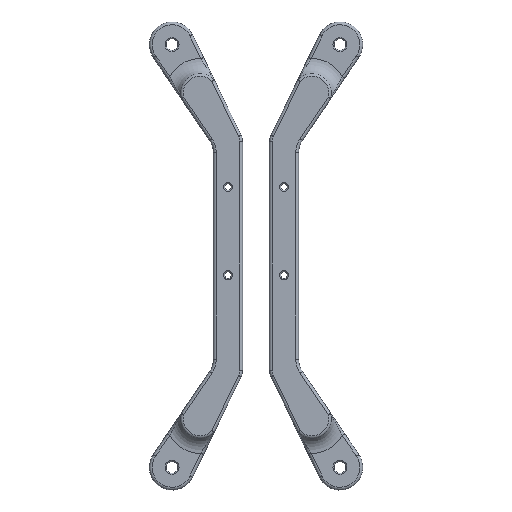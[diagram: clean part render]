
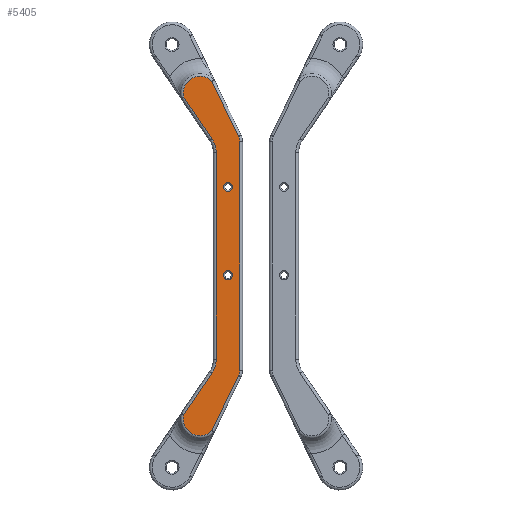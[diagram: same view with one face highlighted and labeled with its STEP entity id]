
A CAD part, top view. The second image highlights one B-rep face of the part: STEP entity #5405.
In plain terms, the highlighted planar face has unit normal (0, 0, 1).
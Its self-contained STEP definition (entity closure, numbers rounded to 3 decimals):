
#46=FACE_BOUND('',#1829,.T.);
#47=FACE_BOUND('',#1830,.T.);
#73=PLANE('',#5795);
#515=LINE('',#7478,#959);
#517=LINE('',#7487,#961);
#519=LINE('',#7490,#963);
#525=LINE('',#7620,#969);
#529=LINE('',#7681,#973);
#531=LINE('',#7690,#975);
#959=VECTOR('',#6186,10.);
#961=VECTOR('',#6198,10.);
#963=VECTOR('',#6202,10.);
#969=VECTOR('',#6250,10.);
#973=VECTOR('',#6262,10.);
#975=VECTOR('',#6274,10.);
#1499=FACE_OUTER_BOUND('',#1828,.T.);
#1828=EDGE_LOOP('',(#3824,#3825,#3826,#3827,#3828,#3829,#3830,#3831,#3832,
#3833,#3834,#3835));
#1829=EDGE_LOOP('',(#3836));
#1830=EDGE_LOOP('',(#3837));
#2165=CIRCLE('',#5742,4.2);
#2168=CIRCLE('',#5747,4.2);
#2172=CIRCLE('',#5755,5.982);
#2174=CIRCLE('',#5758,5.982);
#2181=CIRCLE('',#5768,9.);
#2187=CIRCLE('',#5778,9.);
#2195=CIRCLE('',#5796,1.6);
#2196=CIRCLE('',#5797,1.6);
#2327=VERTEX_POINT('',#7381);
#2331=VERTEX_POINT('',#7389);
#2334=VERTEX_POINT('',#7396);
#2342=VERTEX_POINT('',#7459);
#2345=VERTEX_POINT('',#7466);
#2348=VERTEX_POINT('',#7471);
#2350=VERTEX_POINT('',#7476);
#2352=VERTEX_POINT('',#7482);
#2362=VERTEX_POINT('',#7612);
#2363=VERTEX_POINT('',#7614);
#2368=VERTEX_POINT('',#7679);
#2370=VERTEX_POINT('',#7685);
#2379=VERTEX_POINT('',#7725);
#2380=VERTEX_POINT('',#7727);
#2873=EDGE_CURVE('',#2348,#2345,#2165,.T.);
#2875=EDGE_CURVE('',#2350,#2348,#515,.T.);
#2878=EDGE_CURVE('',#2352,#2350,#2168,.T.);
#2880=EDGE_CURVE('',#2342,#2352,#517,.T.);
#2882=EDGE_CURVE('',#2345,#2334,#519,.T.);
#2890=EDGE_CURVE('',#2331,#2342,#2172,.T.);
#2892=EDGE_CURVE('',#2334,#2327,#2174,.T.);
#2903=EDGE_CURVE('',#2362,#2363,#2181,.T.);
#2906=EDGE_CURVE('',#2363,#2331,#525,.T.);
#2914=EDGE_CURVE('',#2368,#2362,#529,.T.);
#2917=EDGE_CURVE('',#2370,#2368,#2187,.T.);
#2919=EDGE_CURVE('',#2327,#2370,#531,.T.);
#2937=EDGE_CURVE('',#2379,#2379,#2195,.T.);
#2938=EDGE_CURVE('',#2380,#2380,#2196,.T.);
#3824=ORIENTED_EDGE('',*,*,#2903,.F.);
#3825=ORIENTED_EDGE('',*,*,#2914,.F.);
#3826=ORIENTED_EDGE('',*,*,#2917,.F.);
#3827=ORIENTED_EDGE('',*,*,#2919,.F.);
#3828=ORIENTED_EDGE('',*,*,#2892,.F.);
#3829=ORIENTED_EDGE('',*,*,#2882,.F.);
#3830=ORIENTED_EDGE('',*,*,#2873,.F.);
#3831=ORIENTED_EDGE('',*,*,#2875,.F.);
#3832=ORIENTED_EDGE('',*,*,#2878,.F.);
#3833=ORIENTED_EDGE('',*,*,#2880,.F.);
#3834=ORIENTED_EDGE('',*,*,#2890,.F.);
#3835=ORIENTED_EDGE('',*,*,#2906,.F.);
#3836=ORIENTED_EDGE('',*,*,#2937,.F.);
#3837=ORIENTED_EDGE('',*,*,#2938,.F.);
#5405=ADVANCED_FACE('',(#1499,#46,#47),#73,.T.);
#5742=AXIS2_PLACEMENT_3D('',#7473,#6180,#6181);
#5747=AXIS2_PLACEMENT_3D('',#7484,#6192,#6193);
#5755=AXIS2_PLACEMENT_3D('',#7551,#6214,#6215);
#5758=AXIS2_PLACEMENT_3D('',#7554,#6220,#6221);
#5768=AXIS2_PLACEMENT_3D('',#7615,#6242,#6243);
#5778=AXIS2_PLACEMENT_3D('',#7687,#6268,#6269);
#5795=AXIS2_PLACEMENT_3D('',#7724,#6314,#6315);
#5796=AXIS2_PLACEMENT_3D('',#7726,#6316,#6317);
#5797=AXIS2_PLACEMENT_3D('',#7728,#6318,#6319);
#6180=DIRECTION('center_axis',(0.,0.,-1.));
#6181=DIRECTION('ref_axis',(0.975,-0.224,0.));
#6186=DIRECTION('',(0.,-1.,0.));
#6192=DIRECTION('center_axis',(0.,0.,-1.));
#6193=DIRECTION('ref_axis',(0.975,0.224,0.));
#6198=DIRECTION('',(0.436,-0.9,0.));
#6202=DIRECTION('',(-0.436,-0.9,0.));
#6214=DIRECTION('center_axis',(0.,0.,-1.));
#6215=DIRECTION('ref_axis',(-0.5,0.866,0.));
#6220=DIRECTION('center_axis',(0.,0.,-1.));
#6221=DIRECTION('ref_axis',(-0.5,-0.866,0.));
#6242=DIRECTION('center_axis',(0.,0.,1.));
#6243=DIRECTION('ref_axis',(0.956,0.294,0.));
#6250=DIRECTION('',(-0.561,0.827,0.));
#6262=DIRECTION('',(0.,1.,0.));
#6268=DIRECTION('center_axis',(0.,0.,1.));
#6269=DIRECTION('ref_axis',(0.956,-0.294,0.));
#6274=DIRECTION('',(0.561,0.827,0.));
#6314=DIRECTION('center_axis',(0.,0.,1.));
#6315=DIRECTION('ref_axis',(1.,0.,0.));
#6316=DIRECTION('center_axis',(0.,0.,1.));
#6317=DIRECTION('ref_axis',(1.,0.,0.));
#6318=DIRECTION('center_axis',(0.,0.,1.));
#6319=DIRECTION('ref_axis',(1.,0.,0.));
#7381=CARTESIAN_POINT('',(-25.779,-56.634,4.));
#7389=CARTESIAN_POINT('',(-25.779,56.634,4.));
#7396=CARTESIAN_POINT('',(-15.772,-62.412,4.));
#7459=CARTESIAN_POINT('',(-15.772,62.412,4.));
#7466=CARTESIAN_POINT('',(-6.22,-42.69,4.));
#7471=CARTESIAN_POINT('',(-5.8,-40.859,4.));
#7473=CARTESIAN_POINT('Origin',(-10.,-40.859,4.));
#7476=CARTESIAN_POINT('',(-5.8,40.859,4.));
#7478=CARTESIAN_POINT('',(-5.8,20.429,4.));
#7482=CARTESIAN_POINT('',(-6.22,42.69,4.));
#7484=CARTESIAN_POINT('Origin',(-10.,40.859,4.));
#7487=CARTESIAN_POINT('',(-7.444,45.218,4.));
#7490=CARTESIAN_POINT('',(1.251,-27.265,4.));
#7551=CARTESIAN_POINT('Origin',(-20.,58.179,4.));
#7554=CARTESIAN_POINT('Origin',(-20.,-58.179,4.));
#7612=CARTESIAN_POINT('',(-14.2,36.803,4.));
#7614=CARTESIAN_POINT('',(-15.753,41.857,4.));
#7615=CARTESIAN_POINT('Origin',(-23.2,36.803,4.));
#7620=CARTESIAN_POINT('',(-5.335,26.503,4.));
#7679=CARTESIAN_POINT('',(-14.2,-36.803,4.));
#7681=CARTESIAN_POINT('',(-14.2,-19.631,4.));
#7685=CARTESIAN_POINT('',(-15.753,-41.857,4.));
#7687=CARTESIAN_POINT('Origin',(-23.2,-36.803,4.));
#7690=CARTESIAN_POINT('',(-16.086,-42.348,4.));
#7724=CARTESIAN_POINT('Origin',(-15.725,0.,4.));
#7725=CARTESIAN_POINT('',(-11.6,-6.85,4.));
#7726=CARTESIAN_POINT('Origin',(-10.,-6.85,4.));
#7727=CARTESIAN_POINT('',(-11.6,24.65,4.));
#7728=CARTESIAN_POINT('Origin',(-10.,24.65,4.));
